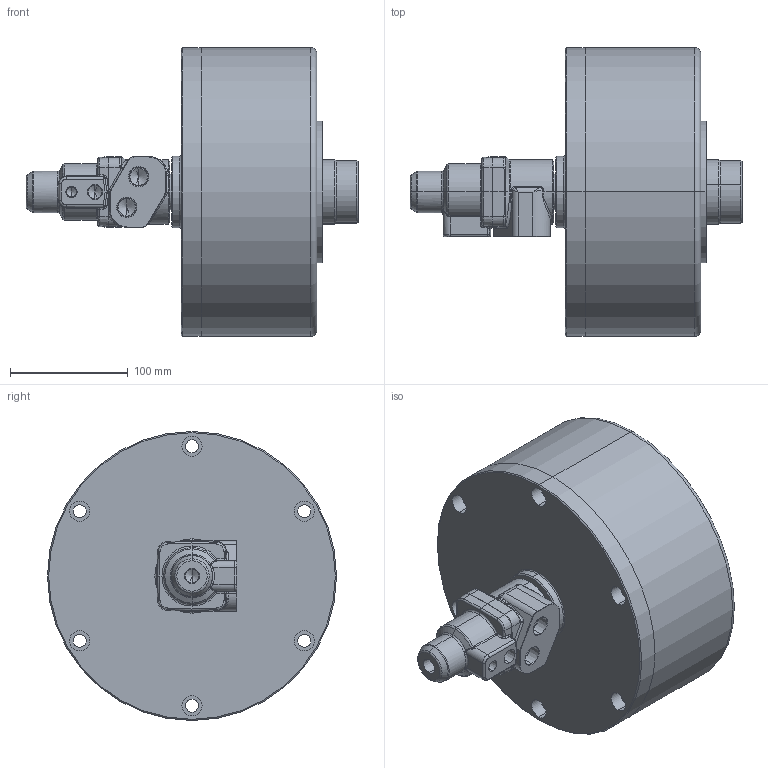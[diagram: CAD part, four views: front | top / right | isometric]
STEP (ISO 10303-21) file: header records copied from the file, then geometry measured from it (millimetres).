
FILE_DESCRIPTION (( 'STEP AP203' ), '1' );
FILE_NAME ('RL-200²Õ¦X¥ó.STEP', '2011-03-16T09:56:49', ( 'user' ), ( '' ), 'SwSTEP 2.0', 'SolidWorks 2010', '' );
FILE_SCHEMA (( 'CONFIG_CONTROL_DESIGN' ));
Length unit declared in the file: metre
Products named in the file (7): RL-200閥軸; RL-100閥體; RK-200缸體; RL-100閥蓋組; RL-100閥蓋; RL-200組合件; RL-200活塞
Assembly tree (6 placements, depth 3):
  RL-200組合件
    RL-200閥軸
    RL-200活塞
    RK-200缸體
    RL-100閥蓋組
      RL-100閥蓋
    RL-100閥體
Bounding box: 281.5 x 245 x 245 mm (x, y, z)
Volume: 4597926.2 mm3; surface area: 511713 mm2
Topology: 5 solids, 5 shells, 443 faces, 1017 edges, 592 vertices
Faces by surface type: cylinder 172, plane 86, cone 81, bspline 71, torus 31, sphere 2
Entity records: 23567 total; most frequent: CARTESIAN_POINT 13213, DIRECTION 2035, ORIENTED_EDGE 1950, EDGE_CURVE 975, AXIS2_PLACEMENT_3D 841, VERTEX_POINT 592, EDGE_LOOP 521, CIRCLE 459
